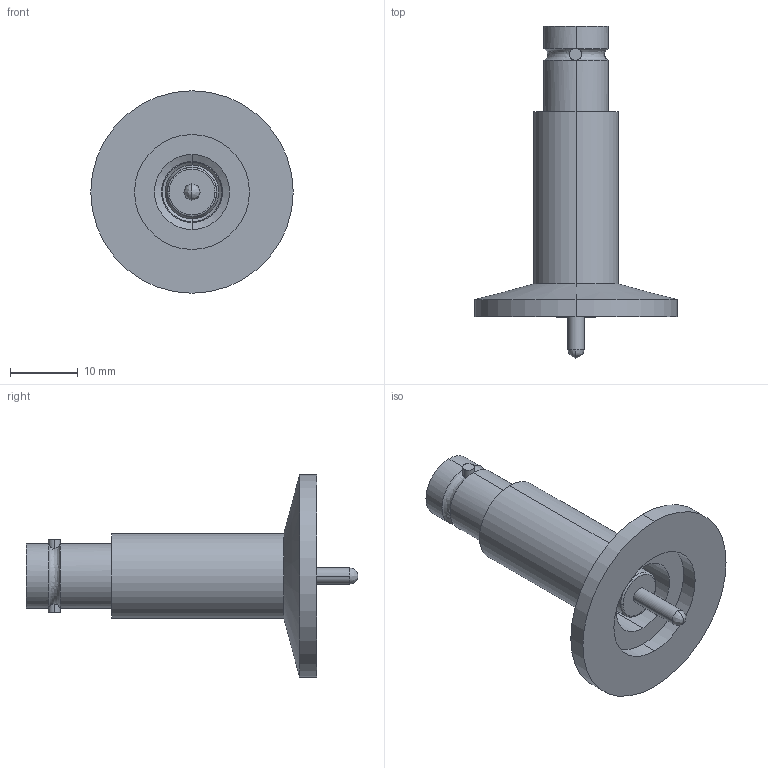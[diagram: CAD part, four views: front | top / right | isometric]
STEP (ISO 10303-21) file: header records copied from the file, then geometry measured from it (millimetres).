
FILE_DESCRIPTION (( 'STEP AP214' ), '1' );
FILE_NAME ('120XSG016-1.step', '2017-07-10T09:27:51', ( 'install' ), ( '' ), 'SwSTEP 2.0', 'SolidWorks 2015', '' );
FILE_SCHEMA (( 'AUTOMOTIVE_DESIGN' ));
Length unit declared in the file: inch
Products named in the file (1): 120XSG016-1
Bounding box: 29.97 x 49.15 x 29.97 mm (x, y, z)
Volume: 4431.7 mm3; surface area: 6055 mm2
Topology: 1 solids, 2 shells, 106 faces, 235 edges, 143 vertices
Faces by surface type: cylinder 54, cone 26, plane 17, bspline 9
Entity records: 3141 total; most frequent: CARTESIAN_POINT 720, DIRECTION 546, ORIENTED_EDGE 466, EDGE_CURVE 233, AXIS2_PLACEMENT_3D 233, VERTEX_POINT 143, CIRCLE 135, EDGE_LOOP 120
